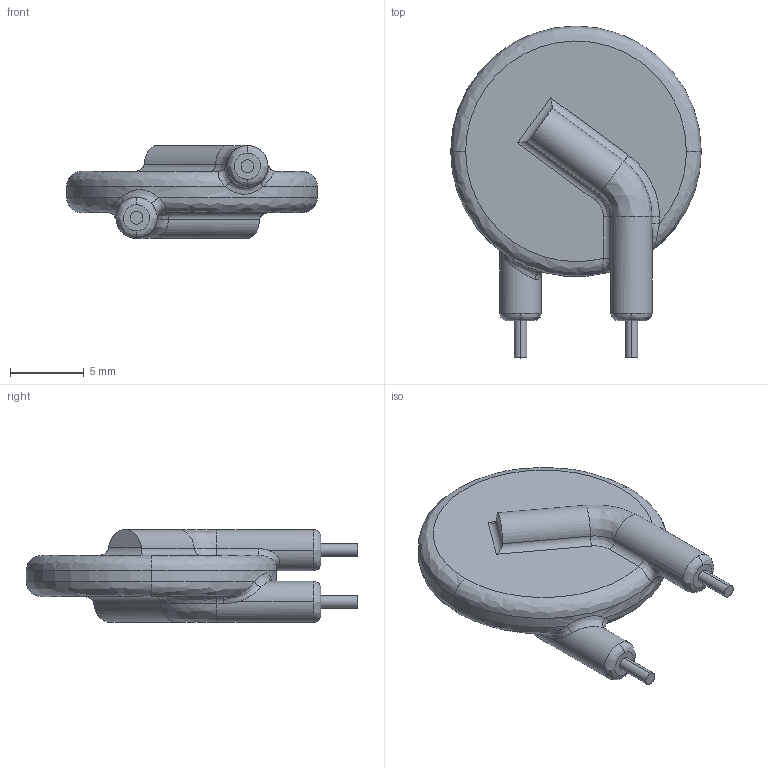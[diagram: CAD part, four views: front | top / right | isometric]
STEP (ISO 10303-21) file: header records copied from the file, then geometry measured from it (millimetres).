
FILE_DESCRIPTION (( 'STEP AP214' ), '1' );
FILE_NAME ('User Library-MOV 14mm.STEP', '2021-09-09T04:15:55', ( '' ), ( '' ), 'SwSTEP 2.0', 'SolidWorks 2021', '' );
FILE_SCHEMA (( 'AUTOMOTIVE_DESIGN' ));
Length unit declared in the file: inch
Products named in the file (1): User Library-MOV 14mm
Bounding box: 16.99 x 22.5 x 6.3 mm (x, y, z)
Volume: 771.6 mm3; surface area: 700.3 mm2
Topology: 1 solids, 1 shells, 52 faces, 124 edges, 76 vertices
Faces by surface type: bspline 22, cylinder 22, plane 8
Entity records: 3950 total; most frequent: CARTESIAN_POINT 2177, ORIENTED_EDGE 248, DIRECTION 188, EDGE_CURVE 124, AXIS2_PLACEMENT_3D 79, VERTEX_POINT 76, UNCERTAINTY_MEASURE_WITH_UNIT 55, LENGTH_MEASURE_WITH_UNIT 55
